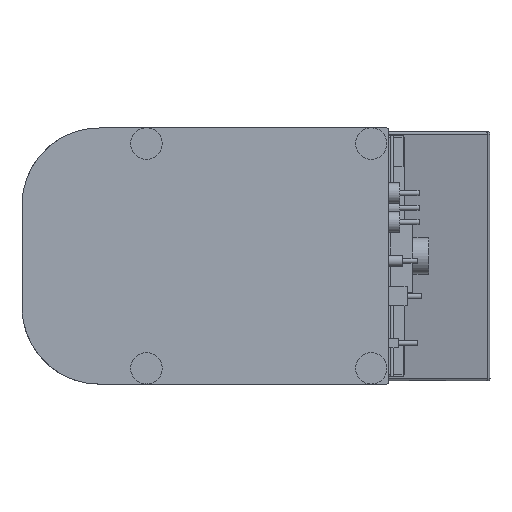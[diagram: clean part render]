
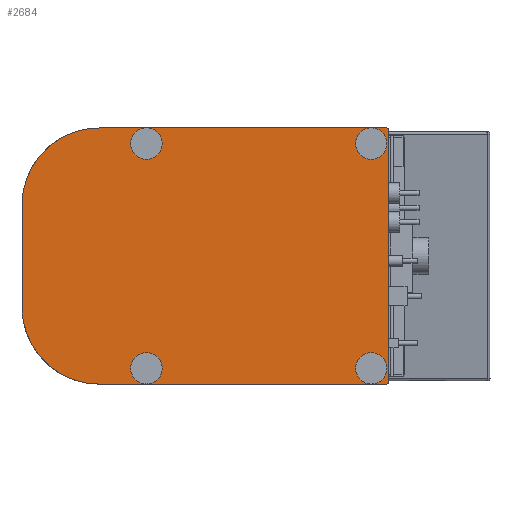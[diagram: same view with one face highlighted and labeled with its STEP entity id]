
A CAD part, front view. The second image highlights one B-rep face of the part: STEP entity #2684.
In plain terms, the highlighted planar face has unit normal (0, -1, 0).
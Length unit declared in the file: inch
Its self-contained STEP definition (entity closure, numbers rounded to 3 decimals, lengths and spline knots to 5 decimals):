
#1=CARTESIAN_POINT('',(9.352,0.,-6.495));
#2=DIRECTION('',(0.,-1.,0.));
#3=DIRECTION('',(0.,0.,-1.));
#4=AXIS2_PLACEMENT_3D('',#1,#2,#3);
#6=DIRECTION('',(-1.,0.,0.));
#7=VECTOR('',#6,14.834);
#8=CARTESIAN_POINT('',(9.352,0.,-6.625));
#9=LINE('',#8,#7);
#10=CARTESIAN_POINT('',(-5.482,0.,-2.625));
#11=DIRECTION('',(0.,-1.,0.));
#12=DIRECTION('',(-1.,0.,0.));
#13=AXIS2_PLACEMENT_3D('',#10,#11,#12);
#15=DIRECTION('',(0.,0.,1.));
#16=VECTOR('',#15,5.25);
#17=CARTESIAN_POINT('',(-9.482,0.,-2.625));
#18=LINE('',#17,#16);
#19=CARTESIAN_POINT('',(-5.482,0.,2.625));
#20=DIRECTION('',(0.,-1.,0.));
#21=DIRECTION('',(0.,0.,1.));
#22=AXIS2_PLACEMENT_3D('',#19,#20,#21);
#24=DIRECTION('',(1.,0.,0.));
#25=VECTOR('',#24,14.834);
#26=CARTESIAN_POINT('',(-5.482,0.,6.625));
#27=LINE('',#26,#25);
#28=CARTESIAN_POINT('',(9.352,0.,6.495));
#29=DIRECTION('',(0.,-1.,0.));
#30=DIRECTION('',(1.,0.,0.));
#31=AXIS2_PLACEMENT_3D('',#28,#29,#30);
#33=DIRECTION('',(0.,0.,-1.));
#34=VECTOR('',#33,12.99);
#35=CARTESIAN_POINT('',(9.482,0.,6.495));
#36=LINE('',#35,#34);
#37=CARTESIAN_POINT('',(8.578,0.,-5.81));
#38=DIRECTION('',(0.,-1.,0.));
#39=DIRECTION('',(0.,0.,1.));
#40=AXIS2_PLACEMENT_3D('',#37,#38,#39);
#42=CARTESIAN_POINT('',(8.578,0.,-5.81));
#43=DIRECTION('',(0.,-1.,0.));
#44=DIRECTION('',(0.,0.,-1.));
#45=AXIS2_PLACEMENT_3D('',#42,#43,#44);
#47=CARTESIAN_POINT('',(-3.047,0.,-5.81));
#48=DIRECTION('',(0.,-1.,0.));
#49=DIRECTION('',(0.,0.,1.));
#50=AXIS2_PLACEMENT_3D('',#47,#48,#49);
#52=CARTESIAN_POINT('',(-3.047,0.,-5.81));
#53=DIRECTION('',(0.,-1.,0.));
#54=DIRECTION('',(0.,0.,-1.));
#55=AXIS2_PLACEMENT_3D('',#52,#53,#54);
#57=CARTESIAN_POINT('',(8.578,0.,5.815));
#58=DIRECTION('',(0.,-1.,0.));
#59=DIRECTION('',(0.,0.,1.));
#60=AXIS2_PLACEMENT_3D('',#57,#58,#59);
#62=CARTESIAN_POINT('',(8.578,0.,5.815));
#63=DIRECTION('',(0.,-1.,0.));
#64=DIRECTION('',(0.,0.,-1.));
#65=AXIS2_PLACEMENT_3D('',#62,#63,#64);
#67=CARTESIAN_POINT('',(-3.047,0.,5.815));
#68=DIRECTION('',(0.,-1.,0.));
#69=DIRECTION('',(0.,0.,1.));
#70=AXIS2_PLACEMENT_3D('',#67,#68,#69);
#72=CARTESIAN_POINT('',(-3.047,0.,5.815));
#73=DIRECTION('',(0.,-1.,0.));
#74=DIRECTION('',(0.,0.,-1.));
#75=AXIS2_PLACEMENT_3D('',#72,#73,#74);
#2079=CARTESIAN_POINT('',(-5.482,0.,6.625));
#2080=CARTESIAN_POINT('',(-9.482,0.,2.625));
#2081=VERTEX_POINT('',#2079);
#2082=VERTEX_POINT('',#2080);
#2083=CARTESIAN_POINT('',(-9.482,0.,-2.625));
#2084=CARTESIAN_POINT('',(-5.482,0.,-6.625));
#2085=VERTEX_POINT('',#2083);
#2086=VERTEX_POINT('',#2084);
#2175=CARTESIAN_POINT('',(9.352,0.,-6.625));
#2176=CARTESIAN_POINT('',(9.482,0.,-6.495));
#2177=VERTEX_POINT('',#2175);
#2178=VERTEX_POINT('',#2176);
#2181=CARTESIAN_POINT('',(9.482,0.,6.495));
#2182=CARTESIAN_POINT('',(9.352,0.,6.625));
#2183=VERTEX_POINT('',#2181);
#2184=VERTEX_POINT('',#2182);
#2187=CARTESIAN_POINT('',(8.578,0.,-5.6225));
#2188=CARTESIAN_POINT('',(8.578,0.,-5.9975));
#2189=VERTEX_POINT('',#2187);
#2190=VERTEX_POINT('',#2188);
#2191=CARTESIAN_POINT('',(-3.047,0.,-5.6225));
#2192=CARTESIAN_POINT('',(-3.047,0.,-5.9975));
#2193=VERTEX_POINT('',#2191);
#2194=VERTEX_POINT('',#2192);
#2195=CARTESIAN_POINT('',(8.578,0.,6.0025));
#2196=CARTESIAN_POINT('',(8.578,0.,5.6275));
#2197=VERTEX_POINT('',#2195);
#2198=VERTEX_POINT('',#2196);
#2199=CARTESIAN_POINT('',(-3.047,0.,6.0025));
#2200=CARTESIAN_POINT('',(-3.047,0.,5.6275));
#2201=VERTEX_POINT('',#2199);
#2202=VERTEX_POINT('',#2200);
#2637=CARTESIAN_POINT('',(0.,0.,0.));
#2638=DIRECTION('',(0.,1.,0.));
#2639=DIRECTION('',(1.,0.,0.));
#2640=AXIS2_PLACEMENT_3D('',#2637,#2638,#2639);
#2641=PLANE('',#2640);
#2643=ORIENTED_EDGE('',*,*,#2642,.F.);
#2645=ORIENTED_EDGE('',*,*,#2644,.T.);
#2647=ORIENTED_EDGE('',*,*,#2646,.F.);
#2649=ORIENTED_EDGE('',*,*,#2648,.T.);
#2651=ORIENTED_EDGE('',*,*,#2650,.F.);
#2653=ORIENTED_EDGE('',*,*,#2652,.T.);
#2655=ORIENTED_EDGE('',*,*,#2654,.F.);
#2657=ORIENTED_EDGE('',*,*,#2656,.T.);
#2658=EDGE_LOOP('',(#2643,#2645,#2647,#2649,#2651,#2653,#2655,#2657));
#2659=FACE_OUTER_BOUND('',#2658,.F.);
#2661=ORIENTED_EDGE('',*,*,#2660,.T.);
#2663=ORIENTED_EDGE('',*,*,#2662,.T.);
#2664=EDGE_LOOP('',(#2661,#2663));
#2665=FACE_BOUND('',#2664,.F.);
#2667=ORIENTED_EDGE('',*,*,#2666,.T.);
#2669=ORIENTED_EDGE('',*,*,#2668,.T.);
#2670=EDGE_LOOP('',(#2667,#2669));
#2671=FACE_BOUND('',#2670,.F.);
#2673=ORIENTED_EDGE('',*,*,#2672,.T.);
#2675=ORIENTED_EDGE('',*,*,#2674,.T.);
#2676=EDGE_LOOP('',(#2673,#2675));
#2677=FACE_BOUND('',#2676,.F.);
#2679=ORIENTED_EDGE('',*,*,#2678,.T.);
#2681=ORIENTED_EDGE('',*,*,#2680,.T.);
#2682=EDGE_LOOP('',(#2679,#2681));
#2683=FACE_BOUND('',#2682,.F.);
#2684=ADVANCED_FACE('',(#2659,#2665,#2671,#2677,#2683),#2641,.F.);
#5=CIRCLE('',#4,0.13);
#14=CIRCLE('',#13,4.);
#23=CIRCLE('',#22,4.);
#32=CIRCLE('',#31,0.13);
#41=CIRCLE('',#40,0.1875);
#46=CIRCLE('',#45,0.1875);
#51=CIRCLE('',#50,0.1875);
#56=CIRCLE('',#55,0.1875);
#61=CIRCLE('',#60,0.1875);
#66=CIRCLE('',#65,0.1875);
#71=CIRCLE('',#70,0.1875);
#76=CIRCLE('',#75,0.1875);
#2642=EDGE_CURVE('',#2177,#2178,#5,.T.);
#2644=EDGE_CURVE('',#2177,#2086,#9,.T.);
#2646=EDGE_CURVE('',#2085,#2086,#14,.T.);
#2648=EDGE_CURVE('',#2085,#2082,#18,.T.);
#2650=EDGE_CURVE('',#2081,#2082,#23,.T.);
#2652=EDGE_CURVE('',#2081,#2184,#27,.T.);
#2654=EDGE_CURVE('',#2183,#2184,#32,.T.);
#2656=EDGE_CURVE('',#2183,#2178,#36,.T.);
#2660=EDGE_CURVE('',#2189,#2190,#41,.T.);
#2662=EDGE_CURVE('',#2190,#2189,#46,.T.);
#2666=EDGE_CURVE('',#2193,#2194,#51,.T.);
#2668=EDGE_CURVE('',#2194,#2193,#56,.T.);
#2672=EDGE_CURVE('',#2197,#2198,#61,.T.);
#2674=EDGE_CURVE('',#2198,#2197,#66,.T.);
#2678=EDGE_CURVE('',#2201,#2202,#71,.T.);
#2680=EDGE_CURVE('',#2202,#2201,#76,.T.);
